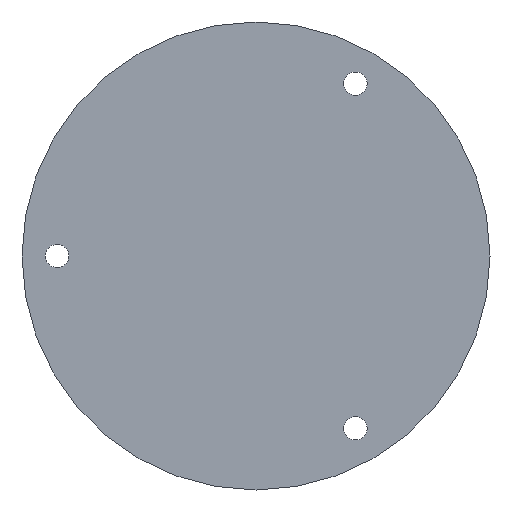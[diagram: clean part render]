
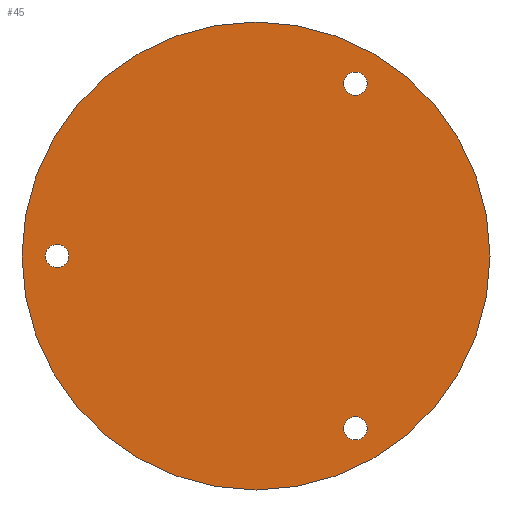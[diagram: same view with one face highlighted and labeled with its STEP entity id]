
A CAD part, front view. The second image highlights one B-rep face of the part: STEP entity #45.
In plain terms, the highlighted planar face has unit normal (0, -1, 0).
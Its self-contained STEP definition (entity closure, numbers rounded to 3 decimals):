
#45 = ADVANCED_FACE( '', ( #96, #97, #98, #99 ), #100, .F. );
#96 = FACE_BOUND( '', #151, .T. );
#97 = FACE_BOUND( '', #152, .T. );
#98 = FACE_BOUND( '', #153, .T. );
#99 = FACE_OUTER_BOUND( '', #154, .T. );
#100 = PLANE( '', #155 );
#151 = EDGE_LOOP( '', ( #210 ) );
#152 = EDGE_LOOP( '', ( #211 ) );
#153 = EDGE_LOOP( '', ( #212 ) );
#154 = EDGE_LOOP( '', ( #213 ) );
#155 = AXIS2_PLACEMENT_3D( '', #214, #215, #216 );
#210 = ORIENTED_EDGE( '', *, *, #256, .T. );
#211 = ORIENTED_EDGE( '', *, *, #262, .T. );
#212 = ORIENTED_EDGE( '', *, *, #263, .T. );
#213 = ORIENTED_EDGE( '', *, *, #264, .T. );
#214 = CARTESIAN_POINT( '', ( 10., 0., 0. ) );
#215 = DIRECTION( '', ( 0., 1., 0. ) );
#216 = DIRECTION( '', ( 0., 0., 1. ) );
#256 = EDGE_CURVE( '', #286, #286, #287, .T. );
#262 = EDGE_CURVE( '', #295, #295, #296, .T. );
#263 = EDGE_CURVE( '', #297, #297, #298, .T. );
#264 = EDGE_CURVE( '', #299, #299, #300, .T. );
#286 = VERTEX_POINT( '', #323 );
#287 = CIRCLE( '', #324, 0.5 );
#295 = VERTEX_POINT( '', #332 );
#296 = CIRCLE( '', #333, 0.5 );
#297 = VERTEX_POINT( '', #334 );
#298 = CIRCLE( '', #335, 0.5 );
#299 = VERTEX_POINT( '', #336 );
#300 = CIRCLE( '', #337, 10. );
#323 = CARTESIAN_POINT( '', ( 4., 0., -6.928 ) );
#324 = AXIS2_PLACEMENT_3D( '', #363, #364, #365 );
#332 = CARTESIAN_POINT( '', ( 4., 0., 6.928 ) );
#333 = AXIS2_PLACEMENT_3D( '', #372, #373, #374 );
#334 = CARTESIAN_POINT( '', ( -8., 0., 0. ) );
#335 = AXIS2_PLACEMENT_3D( '', #375, #376, #377 );
#336 = CARTESIAN_POINT( '', ( 0., 0., -10. ) );
#337 = AXIS2_PLACEMENT_3D( '', #378, #379, #380 );
#363 = CARTESIAN_POINT( '', ( 4.25, 0., -7.361 ) );
#364 = DIRECTION( '', ( 0., 1., 0. ) );
#365 = DIRECTION( '', ( -0.5, 0., 0.866 ) );
#372 = CARTESIAN_POINT( '', ( 4.25, 0., 7.361 ) );
#373 = DIRECTION( '', ( 0., 1., 0. ) );
#374 = DIRECTION( '', ( -0.5, 0., -0.866 ) );
#375 = CARTESIAN_POINT( '', ( -8.5, 0., 0. ) );
#376 = DIRECTION( '', ( 0., 1., 0. ) );
#377 = DIRECTION( '', ( 1., 0., 0. ) );
#378 = CARTESIAN_POINT( '', ( 0., 0., 0. ) );
#379 = DIRECTION( '', ( 0., -1., 0. ) );
#380 = DIRECTION( '', ( 0., 0., -1. ) );
